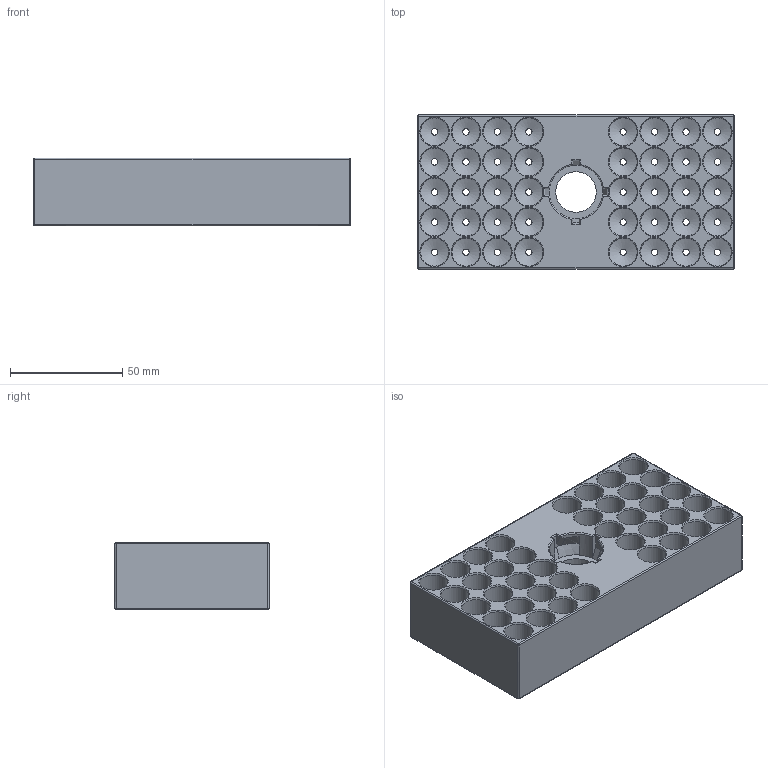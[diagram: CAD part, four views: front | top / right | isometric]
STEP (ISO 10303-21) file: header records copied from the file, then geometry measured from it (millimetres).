
FILE_DESCRIPTION(/* description */ ('STEP AP242','CAx-IF Rec.Pracs.---Representation and Presentation of Product Manufacturing Information (PMI)---4.0---2014-10-13','CAx-IF Rec.Pracs.---3D Tessellated Geometry---0.4---2014-09-14','2;1'),/* implementation_level */ '2;1');
FILE_NAME(/* name */ '64cd3862ffa6846e59ba639c',/* time_stamp */ '2023-08-04T17:41:54Z',/* author */ ('Kerry Hatcher [Patent Pending]'),/* organization */ ('Hardcore Storage Solutions LLC'),/* preprocessor_version */ 'ST-DEVELOPER v19.4',/* originating_system */ ' ',/* authorisation */ 'Attribution-NonCommercial-ShareAlike 4.0 International');
FILE_SCHEMA (('AP242_MANAGED_MODEL_BASED_3D_ENGINEERING_MIM_LF { 1 0 10303 442 1 1 4 }'));
Length unit declared in the file: metre
Products named in the file (1): 308_Tray
Bounding box: 140.8 x 68.5 x 30 mm (x, y, z)
Volume: 134843.7 mm3; surface area: 76762.9 mm2
Topology: 1 solids, 1 shells, 219 faces, 570 edges, 354 vertices
Faces by surface type: cone 90, bspline 56, cylinder 46, plane 27
Full cylindrical faces by diameter (mm): 12.5 x40, 18 x1, 23.775 x1
Entity records: 8035 total; most frequent: CARTESIAN_POINT 3670, ORIENTED_EDGE 810, DIRECTION 726, EDGE_LOOP 426, FACE_BOUND 426, EDGE_CURVE 405, AXIS2_PLACEMENT_3D 345, VERTEX_POINT 313
